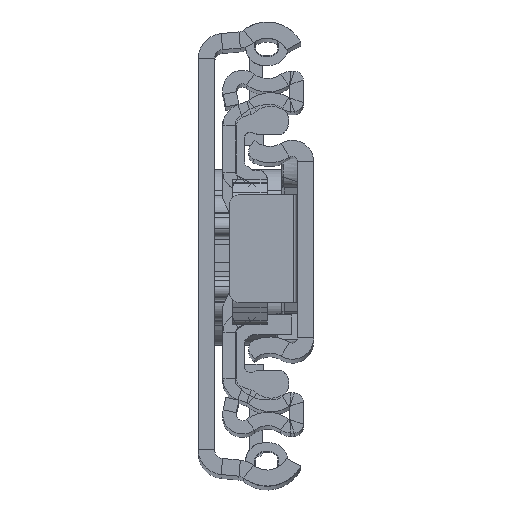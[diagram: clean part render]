
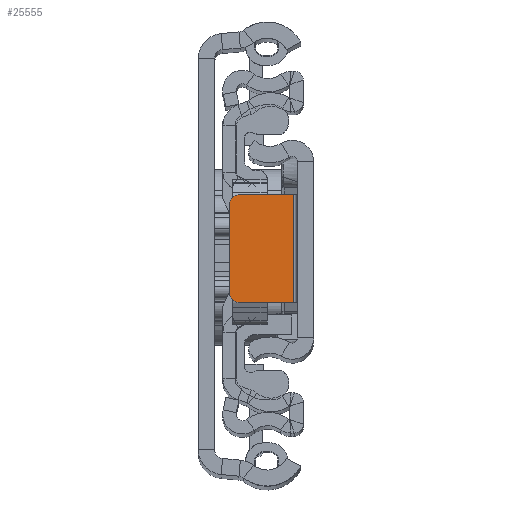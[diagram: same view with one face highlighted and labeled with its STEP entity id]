
A CAD part, top view. The second image highlights one B-rep face of the part: STEP entity #25555.
In plain terms, the highlighted planar face has unit normal (0, 0, 1).
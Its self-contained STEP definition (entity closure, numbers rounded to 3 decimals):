
#1239 = CARTESIAN_POINT ( 'NONE',  ( -2.3, 6.151, -6.8 ) ) ;
#1959 = DIRECTION ( 'NONE',  ( 0., 0., 1. ) ) ;
#2685 = CARTESIAN_POINT ( 'NONE',  ( -9.4, 5.151, -6.8 ) ) ;
#3216 = AXIS2_PLACEMENT_3D ( 'NONE', #29889, #29419, #10804 ) ;
#3265 = EDGE_CURVE ( 'NONE', #17118, #7966, #6411, .T. ) ;
#4192 = LINE ( 'NONE', #16446, #28356 ) ;
#4276 = PLANE ( 'NONE',  #4404 ) ;
#4404 = AXIS2_PLACEMENT_3D ( 'NONE', #23207, #1959, #11409 ) ;
#5081 = EDGE_CURVE ( 'NONE', #17118, #29263, #23847, .T. ) ;
#6411 = LINE ( 'NONE', #10745, #17128 ) ;
#7966 = VERTEX_POINT ( 'NONE', #1239 ) ;
#9256 = LINE ( 'NONE', #16390, #21623 ) ;
#9688 = FACE_OUTER_BOUND ( 'NONE', #11589, .T. ) ;
#10314 = CARTESIAN_POINT ( 'NONE',  ( -9.4, 6.151, -6.8 ) ) ;
#10745 = CARTESIAN_POINT ( 'NONE',  ( -1.8, 6.151, -6.8 ) ) ;
#10804 = DIRECTION ( 'NONE',  ( 1., 0., 0. ) ) ;
#11409 = DIRECTION ( 'NONE',  ( 1., 0., 0. ) ) ;
#11589 = EDGE_LOOP ( 'NONE', ( #23630, #20398, #17605, #23966, #22513, #22472 ) ) ;
#11894 = VERTEX_POINT ( 'NONE', #28224 ) ;
#15248 = VERTEX_POINT ( 'NONE', #27902 ) ;
#15830 = EDGE_CURVE ( 'NONE', #11894, #29263, #17906, .T. ) ;
#16390 = CARTESIAN_POINT ( 'NONE',  ( -9.4, -5.849, -6.8 ) ) ;
#16446 = CARTESIAN_POINT ( 'NONE',  ( -2.3, 6.151, -6.8 ) ) ;
#16568 = CARTESIAN_POINT ( 'NONE',  ( -8.4, -5.849, -6.8 ) ) ;
#17118 = VERTEX_POINT ( 'NONE', #17669 ) ;
#17128 = VECTOR ( 'NONE', #20506, 1000. ) ;
#17311 = EDGE_CURVE ( 'NONE', #11894, #24601, #18571, .T. ) ;
#17605 = ORIENTED_EDGE ( 'NONE', *, *, #18522, .F. ) ;
#17669 = CARTESIAN_POINT ( 'NONE',  ( -8.4, 6.151, -6.8 ) ) ;
#17906 = LINE ( 'NONE', #10314, #26250 ) ;
#18522 = EDGE_CURVE ( 'NONE', #15248, #24601, #9256, .T. ) ;
#18571 = CIRCLE ( 'NONE', #3216, 1. ) ;
#19604 = DIRECTION ( 'NONE',  ( 0., 1., 0. ) ) ;
#20398 = ORIENTED_EDGE ( 'NONE', *, *, #17311, .T. ) ;
#20506 = DIRECTION ( 'NONE',  ( 1., 0., 0. ) ) ;
#20727 = DIRECTION ( 'NONE',  ( -1., 0., 0. ) ) ;
#21502 = CARTESIAN_POINT ( 'NONE',  ( -8.4, 5.151, -6.8 ) ) ;
#21623 = VECTOR ( 'NONE', #20727, 1000. ) ;
#22472 = ORIENTED_EDGE ( 'NONE', *, *, #5081, .T. ) ;
#22513 = ORIENTED_EDGE ( 'NONE', *, *, #3265, .F. ) ;
#23207 = CARTESIAN_POINT ( 'NONE',  ( 0., 0., -6.8 ) ) ;
#23630 = ORIENTED_EDGE ( 'NONE', *, *, #15830, .F. ) ;
#23847 = CIRCLE ( 'NONE', #27817, 1. ) ;
#23966 = ORIENTED_EDGE ( 'NONE', *, *, #26521, .F. ) ;
#24601 = VERTEX_POINT ( 'NONE', #16568 ) ;
#25555 = ADVANCED_FACE ( 'NONE', ( #9688 ), #4276, .T. ) ;
#25993 = DIRECTION ( 'NONE',  ( 1., 0., 0. ) ) ;
#26250 = VECTOR ( 'NONE', #19604, 1000. ) ;
#26521 = EDGE_CURVE ( 'NONE', #7966, #15248, #4192, .T. ) ;
#27817 = AXIS2_PLACEMENT_3D ( 'NONE', #21502, #28340, #25993 ) ;
#27902 = CARTESIAN_POINT ( 'NONE',  ( -2.3, -5.849, -6.8 ) ) ;
#28086 = DIRECTION ( 'NONE',  ( 0., -1., 0. ) ) ;
#28224 = CARTESIAN_POINT ( 'NONE',  ( -9.4, -4.849, -6.8 ) ) ;
#28340 = DIRECTION ( 'NONE',  ( 0., 0., 1. ) ) ;
#28356 = VECTOR ( 'NONE', #28086, 1000. ) ;
#29263 = VERTEX_POINT ( 'NONE', #2685 ) ;
#29419 = DIRECTION ( 'NONE',  ( 0., 0., 1. ) ) ;
#29889 = CARTESIAN_POINT ( 'NONE',  ( -8.4, -4.849, -6.8 ) ) ;
